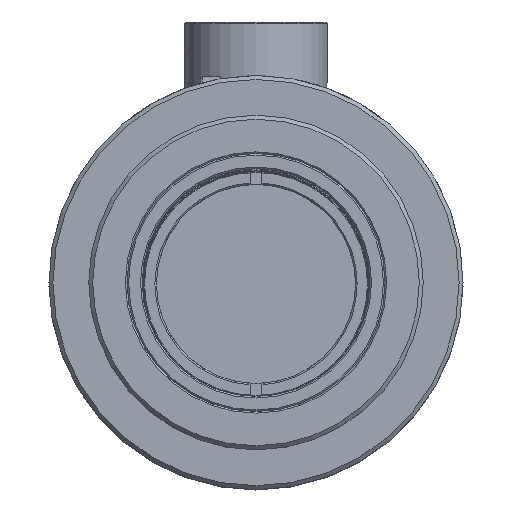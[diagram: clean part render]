
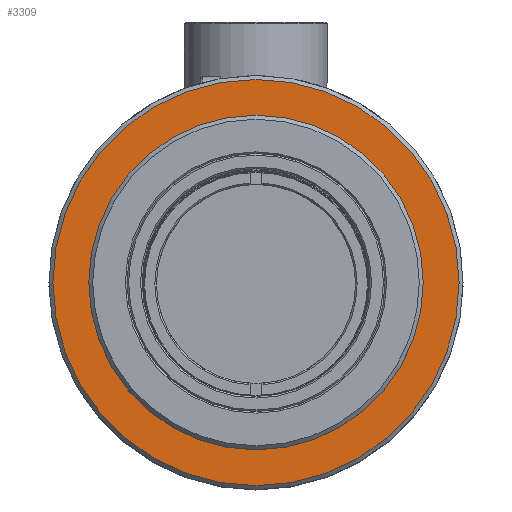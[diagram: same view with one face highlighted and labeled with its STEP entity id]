
A CAD part, top view. The second image highlights one B-rep face of the part: STEP entity #3309.
In plain terms, the highlighted planar face has unit normal (0, 0, 1).
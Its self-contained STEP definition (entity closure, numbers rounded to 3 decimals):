
#1828=PLANE('',#20835);
#3309=ADVANCED_FACE('',(#6648,#6649),#1828,.T.);
#6648=FACE_BOUND('',#7837,.T.);
#6649=FACE_BOUND('',#7838,.T.);
#7837=EDGE_LOOP('',(#10709));
#7838=EDGE_LOOP('',(#10710));
#10709=ORIENTED_EDGE('',*,*,#17303,.T.);
#10710=ORIENTED_EDGE('',*,*,#17304,.T.);
#15121=VERTEX_POINT('',#32484);
#15122=VERTEX_POINT('',#32486);
#17303=EDGE_CURVE('',#15121,#15121,#19418,.T.);
#17304=EDGE_CURVE('',#15122,#15122,#19419,.T.);
#19418=CIRCLE('',#20833,25.5);
#19419=CIRCLE('',#20834,20.);
#20833=AXIS2_PLACEMENT_3D('',#32483,#24010,#24011);
#20834=AXIS2_PLACEMENT_3D('',#32485,#24012,#24013);
#20835=AXIS2_PLACEMENT_3D('',#32487,#24014,#24015);
#24010=DIRECTION('',(0.,0.,1.));
#24011=DIRECTION('',(1.,0.,0.));
#24012=DIRECTION('',(0.,0.,-1.));
#24013=DIRECTION('',(-1.,0.,0.));
#24014=DIRECTION('',(0.,0.,1.));
#24015=DIRECTION('',(1.,0.,0.));
#32483=CARTESIAN_POINT('',(0.,0.,239.));
#32484=CARTESIAN_POINT('',(25.5,0.,239.));
#32485=CARTESIAN_POINT('',(0.,0.,239.));
#32486=CARTESIAN_POINT('',(-20.,0.,239.));
#32487=CARTESIAN_POINT('',(0.,26.,239.));
